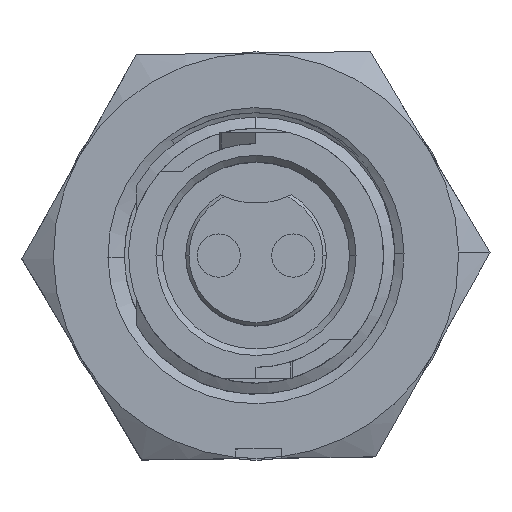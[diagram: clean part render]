
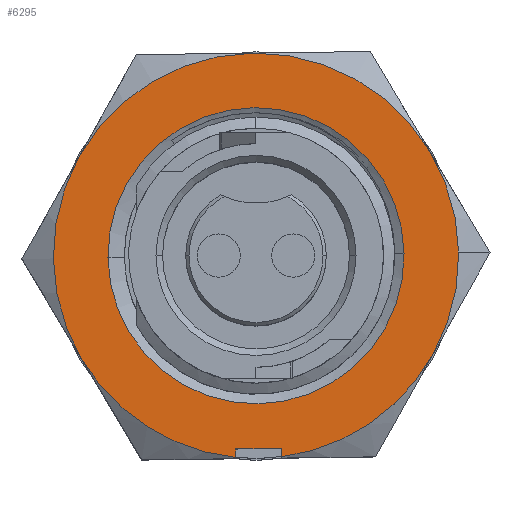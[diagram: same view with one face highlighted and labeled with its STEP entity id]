
A CAD part, top view. The second image highlights one B-rep face of the part: STEP entity #6295.
In plain terms, the highlighted planar face has unit normal (0, 0, 1).
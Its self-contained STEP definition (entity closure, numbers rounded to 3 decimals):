
#37 = CARTESIAN_POINT ( 'NONE',  ( 0.99, -7.48, 9.65 ) ) ;
#353 = DIRECTION ( 'NONE',  ( 0., 0., -1. ) ) ;
#548 = CIRCLE ( 'NONE', #3225, 5.753 ) ;
#701 = VERTEX_POINT ( 'NONE', #2761 ) ;
#902 = DIRECTION ( 'NONE',  ( 1., 0.013, 0. ) ) ;
#965 = CIRCLE ( 'NONE', #1371, 7.874 ) ;
#1019 = CARTESIAN_POINT ( 'NONE',  ( 0., 0., 9.65 ) ) ;
#1136 = EDGE_LOOP ( 'NONE', ( #3067, #11384, #11056, #8033, #12509, #4372, #8416, #4042, #12319, #7147 ) ) ;
#1192 = CIRCLE ( 'NONE', #8383, 5.753 ) ;
#1350 = EDGE_CURVE ( 'NONE', #5058, #8021, #3046, .T. ) ;
#1371 = AXIS2_PLACEMENT_3D ( 'NONE', #11130, #5429, #1444 ) ;
#1382 = CIRCLE ( 'NONE', #11226, 7.874 ) ;
#1444 = DIRECTION ( 'NONE',  ( 1., 0.013, 0. ) ) ;
#1550 = AXIS2_PLACEMENT_3D ( 'NONE', #3952, #9796, #2857 ) ;
#1582 = CARTESIAN_POINT ( 'NONE',  ( -0.784, -7.835, 9.65 ) ) ;
#1598 = EDGE_CURVE ( 'NONE', #701, #5309, #1192, .T. ) ;
#1610 = VERTEX_POINT ( 'NONE', #11102 ) ;
#1614 = VECTOR ( 'NONE', #8622, 1000. ) ;
#1799 = CARTESIAN_POINT ( 'NONE',  ( 6.871, -3.845, 9.65 ) ) ;
#1818 = AXIS2_PLACEMENT_3D ( 'NONE', #10026, #6100, #5158 ) ;
#1892 = FACE_OUTER_BOUND ( 'NONE', #1136, .T. ) ;
#2223 = ORIENTED_EDGE ( 'NONE', *, *, #11331, .T. ) ;
#2261 = EDGE_LOOP ( 'NONE', ( #7898, #2223 ) ) ;
#2291 = CARTESIAN_POINT ( 'NONE',  ( 0., 0., 9.65 ) ) ;
#2474 = CARTESIAN_POINT ( 'NONE',  ( -0.106, 7.873, 9.65 ) ) ;
#2492 = DIRECTION ( 'NONE',  ( 1., 0.013, 0. ) ) ;
#2550 = CARTESIAN_POINT ( 'NONE',  ( -6.871, 3.845, 9.65 ) ) ;
#2603 = CIRCLE ( 'NONE', #9800, 7.874 ) ;
#2677 = DIRECTION ( 'NONE',  ( 0., 0., -1. ) ) ;
#2761 = CARTESIAN_POINT ( 'NONE',  ( -5.753, -0.077, 9.65 ) ) ;
#2826 = DIRECTION ( 'NONE',  ( 0., 0., -1. ) ) ;
#2856 = VERTEX_POINT ( 'NONE', #4837 ) ;
#2857 = DIRECTION ( 'NONE',  ( 1., 0.013, 0. ) ) ;
#3006 = EDGE_CURVE ( 'NONE', #6353, #1610, #3643, .T. ) ;
#3046 = CIRCLE ( 'NONE', #1818, 7.874 ) ;
#3067 = ORIENTED_EDGE ( 'NONE', *, *, #1350, .F. ) ;
#3110 = CARTESIAN_POINT ( 'NONE',  ( 0.994, -7.811, 9.65 ) ) ;
#3225 = AXIS2_PLACEMENT_3D ( 'NONE', #11997, #3270, #9298 ) ;
#3270 = DIRECTION ( 'NONE',  ( 0., 0., -1. ) ) ;
#3470 = CARTESIAN_POINT ( 'NONE',  ( 0., 0., 9.65 ) ) ;
#3557 = EDGE_CURVE ( 'NONE', #11026, #10912, #10824, .T. ) ;
#3603 = CARTESIAN_POINT ( 'NONE',  ( -0.769, -8.949, 9.65 ) ) ;
#3643 = CIRCLE ( 'NONE', #9383, 7.874 ) ;
#3713 = DIRECTION ( 'NONE',  ( 1., 0.013, 0. ) ) ;
#3769 = CARTESIAN_POINT ( 'NONE',  ( 5.753, 0.077, 9.65 ) ) ;
#3911 = DIRECTION ( 'NONE',  ( 1., 0.013, 0. ) ) ;
#3952 = CARTESIAN_POINT ( 'NONE',  ( -0.211, 15.747, 9.65 ) ) ;
#3983 = DIRECTION ( 'NONE',  ( 0., 0., -1. ) ) ;
#4042 = ORIENTED_EDGE ( 'NONE', *, *, #6059, .F. ) ;
#4291 = DIRECTION ( 'NONE',  ( 1., 0.013, 0. ) ) ;
#4372 = ORIENTED_EDGE ( 'NONE', *, *, #11648, .F. ) ;
#4456 = VECTOR ( 'NONE', #7155, 1000. ) ;
#4578 = VERTEX_POINT ( 'NONE', #2550 ) ;
#4774 = CARTESIAN_POINT ( 'NONE',  ( 0., 0., 9.65 ) ) ;
#4837 = CARTESIAN_POINT ( 'NONE',  ( -0.788, -7.504, 9.65 ) ) ;
#4843 = LINE ( 'NONE', #3603, #1614 ) ;
#4947 = DIRECTION ( 'NONE',  ( 1., 0.013, 0. ) ) ;
#5004 = VERTEX_POINT ( 'NONE', #2474 ) ;
#5058 = VERTEX_POINT ( 'NONE', #1582 ) ;
#5158 = DIRECTION ( 'NONE',  ( 1., 0.013, 0. ) ) ;
#5250 = AXIS2_PLACEMENT_3D ( 'NONE', #1019, #3983, #4947 ) ;
#5309 = VERTEX_POINT ( 'NONE', #3769 ) ;
#5429 = DIRECTION ( 'NONE',  ( 0., 0., -1. ) ) ;
#5811 = CARTESIAN_POINT ( 'NONE',  ( 6.766, 4.028, 9.65 ) ) ;
#6059 = EDGE_CURVE ( 'NONE', #5004, #6353, #11597, .T. ) ;
#6100 = DIRECTION ( 'NONE',  ( 0., 0., -1. ) ) ;
#6183 = LINE ( 'NONE', #11917, #4456 ) ;
#6295 = ADVANCED_FACE ( 'NONE', ( #6776, #1892 ), #11714, .F. ) ;
#6353 = VERTEX_POINT ( 'NONE', #5811 ) ;
#6776 = FACE_BOUND ( 'NONE', #2261, .T. ) ;
#7029 = LINE ( 'NONE', #37, #8812 ) ;
#7128 = DIRECTION ( 'NONE',  ( 0., 0., -1. ) ) ;
#7147 = ORIENTED_EDGE ( 'NONE', *, *, #10455, .F. ) ;
#7155 = DIRECTION ( 'NONE',  ( -0.013, 1., 0. ) ) ;
#7276 = EDGE_CURVE ( 'NONE', #9854, #2856, #7029, .T. ) ;
#7432 = CARTESIAN_POINT ( 'NONE',  ( 0., 0., 9.65 ) ) ;
#7873 = EDGE_CURVE ( 'NONE', #2856, #5058, #4843, .T. ) ;
#7898 = ORIENTED_EDGE ( 'NONE', *, *, #1598, .T. ) ;
#8021 = VERTEX_POINT ( 'NONE', #11023 ) ;
#8033 = ORIENTED_EDGE ( 'NONE', *, *, #8674, .F. ) ;
#8383 = AXIS2_PLACEMENT_3D ( 'NONE', #3470, #7128, #2492 ) ;
#8416 = ORIENTED_EDGE ( 'NONE', *, *, #3006, .F. ) ;
#8536 = CARTESIAN_POINT ( 'NONE',  ( 0., 0., 9.65 ) ) ;
#8568 = AXIS2_PLACEMENT_3D ( 'NONE', #8536, #2677, #3911 ) ;
#8622 = DIRECTION ( 'NONE',  ( 0.013, -1., 0. ) ) ;
#8674 = EDGE_CURVE ( 'NONE', #10912, #9854, #6183, .T. ) ;
#8812 = VECTOR ( 'NONE', #11794, 1000. ) ;
#9298 = DIRECTION ( 'NONE',  ( 1., 0.013, 0. ) ) ;
#9383 = AXIS2_PLACEMENT_3D ( 'NONE', #4774, #2826, #902 ) ;
#9796 = DIRECTION ( 'NONE',  ( 0., 0., -1. ) ) ;
#9800 = AXIS2_PLACEMENT_3D ( 'NONE', #2291, #353, #4291 ) ;
#9854 = VERTEX_POINT ( 'NONE', #11405 ) ;
#10026 = CARTESIAN_POINT ( 'NONE',  ( 0., 0., 9.65 ) ) ;
#10455 = EDGE_CURVE ( 'NONE', #8021, #4578, #965, .T. ) ;
#10824 = CIRCLE ( 'NONE', #8568, 7.874 ) ;
#10912 = VERTEX_POINT ( 'NONE', #3110 ) ;
#11023 = CARTESIAN_POINT ( 'NONE',  ( -6.766, -4.028, 9.65 ) ) ;
#11026 = VERTEX_POINT ( 'NONE', #1799 ) ;
#11056 = ORIENTED_EDGE ( 'NONE', *, *, #7276, .F. ) ;
#11102 = CARTESIAN_POINT ( 'NONE',  ( 7.873, 0.106, 9.65 ) ) ;
#11130 = CARTESIAN_POINT ( 'NONE',  ( 0., 0., 9.65 ) ) ;
#11226 = AXIS2_PLACEMENT_3D ( 'NONE', #7432, #11342, #3713 ) ;
#11331 = EDGE_CURVE ( 'NONE', #5309, #701, #548, .T. ) ;
#11342 = DIRECTION ( 'NONE',  ( 0., 0., -1. ) ) ;
#11384 = ORIENTED_EDGE ( 'NONE', *, *, #7873, .F. ) ;
#11405 = CARTESIAN_POINT ( 'NONE',  ( 0.99, -7.48, 9.65 ) ) ;
#11473 = EDGE_CURVE ( 'NONE', #4578, #5004, #2603, .T. ) ;
#11597 = CIRCLE ( 'NONE', #5250, 7.874 ) ;
#11648 = EDGE_CURVE ( 'NONE', #1610, #11026, #1382, .T. ) ;
#11714 = PLANE ( 'NONE',  #1550 ) ;
#11794 = DIRECTION ( 'NONE',  ( -1., -0.013, 0. ) ) ;
#11917 = CARTESIAN_POINT ( 'NONE',  ( 1.009, -8.925, 9.65 ) ) ;
#11997 = CARTESIAN_POINT ( 'NONE',  ( 0., 0., 9.65 ) ) ;
#12319 = ORIENTED_EDGE ( 'NONE', *, *, #11473, .F. ) ;
#12509 = ORIENTED_EDGE ( 'NONE', *, *, #3557, .F. ) ;
